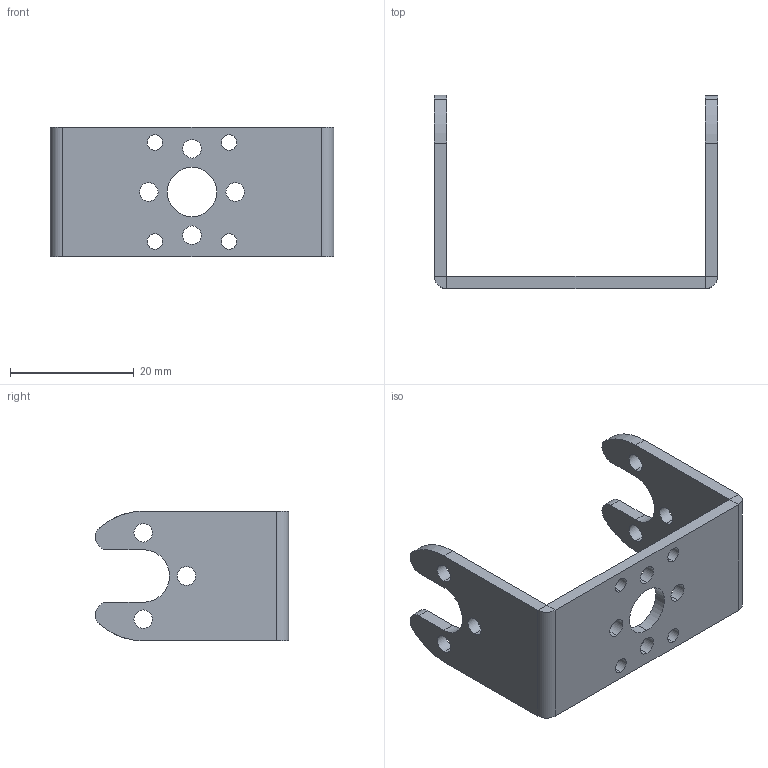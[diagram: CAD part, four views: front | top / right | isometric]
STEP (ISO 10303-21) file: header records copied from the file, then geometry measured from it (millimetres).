
FILE_DESCRIPTION((''),'2;1');
FILE_NAME('MAIN-U','2019-01-18T',('Administrator'),(''),'PRO/ENGINEER BY PARAMETRIC TECHNOLOGY CORPORATION, 2008380','PRO/ENGINEER BY PARAMETRIC TECHNOLOGY CORPORATION, 2008380','');
FILE_SCHEMA(('AUTOMOTIVE_DESIGN_CC2 { 1 2 10303 214 -1 1 5 2 }'));
Length unit declared in the file: millimetre
Products named in the file (1): MAIN-U
Bounding box: 45.9 x 31.31 x 21 mm (x, y, z)
Volume: 3618.7 mm3; surface area: 4473 mm2
Topology: 1 solids, 1 shells, 63 faces, 167 edges, 106 vertices
Faces by surface type: cylinder 43, plane 20
Entity records: 2059 total; most frequent: DIRECTION 379, CARTESIAN_POINT 336, ORIENTED_EDGE 334, EDGE_CURVE 167, AXIS2_PLACEMENT_3D 149, VERTEX_POINT 106, EDGE_LOOP 93, CIRCLE 86
